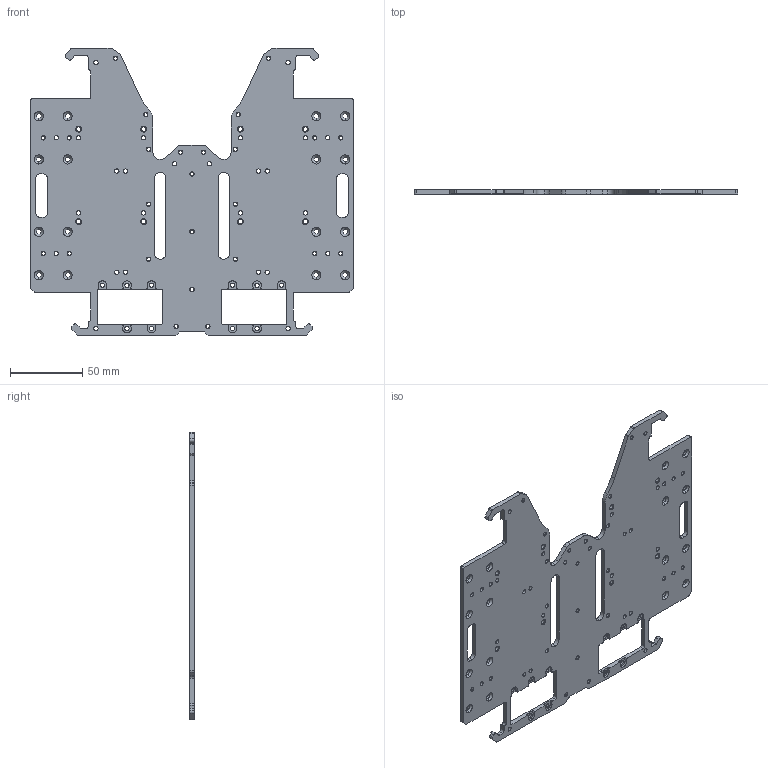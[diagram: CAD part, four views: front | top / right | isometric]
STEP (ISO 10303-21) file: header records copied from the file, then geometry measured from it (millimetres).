
FILE_DESCRIPTION (( 'STEP AP214' ), '1' );
FILE_NAME ('G-USS19-002.STEP', '2018-11-26T07:10:26', ( 'Baume' ), ( '' ), 'SwSTEP 2.0', 'SolidWorks 2016', '' );
FILE_SCHEMA (( 'AUTOMOTIVE_DESIGN' ));
Length unit declared in the file: millimetre
Products named in the file (1): G-USS19-002
Bounding box: 224 x 3 x 199 mm (x, y, z)
Volume: 89613.9 mm3; surface area: 67604 mm2
Topology: 1 solids, 1 shells, 478 faces, 1326 edges, 850 vertices
Faces by surface type: cylinder 282, cone 112, plane 84
Entity records: 16636 total; most frequent: DIRECTION 2942, CARTESIAN_POINT 2715, ORIENTED_EDGE 2652, EDGE_CURVE 1326, AXIS2_PLACEMENT_3D 1157, VERTEX_POINT 850, CIRCLE 678, EDGE_LOOP 660
